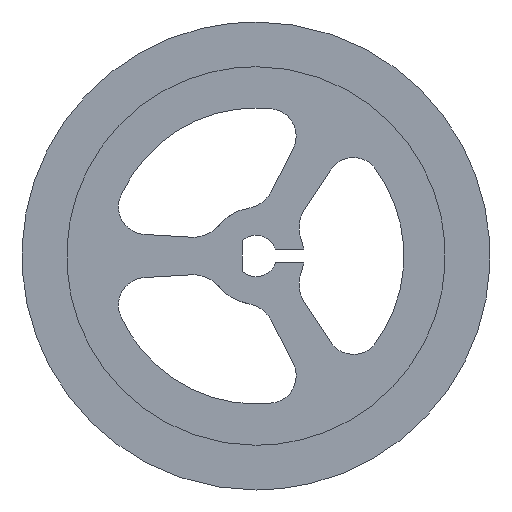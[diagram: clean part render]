
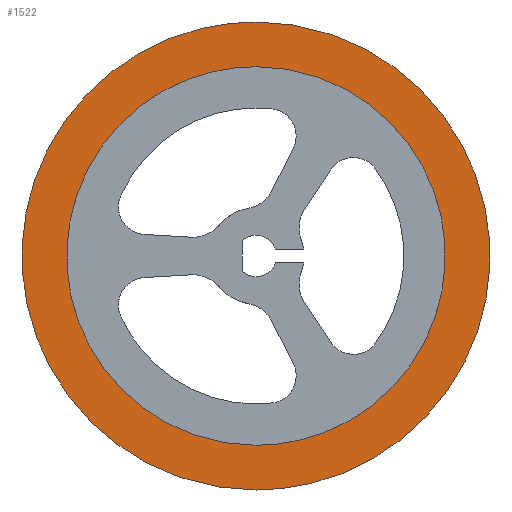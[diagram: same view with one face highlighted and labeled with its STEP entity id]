
A CAD part, left-side view. The second image highlights one B-rep face of the part: STEP entity #1522.
In plain terms, the highlighted free-form (B-spline) face has degree [1, 1] with [2, 2] control points.
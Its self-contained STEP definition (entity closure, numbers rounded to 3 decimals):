
#34 = VERTEX_POINT('',#35);
#35 = CARTESIAN_POINT('',(-2.937,0.,
    -24.965));
#40 = EDGE_CURVE('',#34,#41,#43,.T.);
#41 = VERTEX_POINT('',#42);
#42 = CARTESIAN_POINT('',(-2.937,0.,24.965));
#43 = ( BOUNDED_CURVE() B_SPLINE_CURVE(2,(#44,#45,#46,#47,#48),
.UNSPECIFIED.,.F.,.F.) B_SPLINE_CURVE_WITH_KNOTS((3,2,3),(0.,
1.571,3.142),.PIECEWISE_BEZIER_KNOTS.) CURVE() 
GEOMETRIC_REPRESENTATION_ITEM() RATIONAL_B_SPLINE_CURVE((1.,
0.707,1.,0.707,1.)) REPRESENTATION_ITEM('') );
#44 = CARTESIAN_POINT('',(-2.937,0.,-24.965));
#45 = CARTESIAN_POINT('',(-2.937,24.965,-24.965
    ));
#46 = CARTESIAN_POINT('',(-2.937,24.965,
    0.));
#47 = CARTESIAN_POINT('',(-2.937,24.965,24.965
    ));
#48 = CARTESIAN_POINT('',(-2.937,0.,
    24.965));
#466 = EDGE_CURVE('',#467,#469,#471,.T.);
#467 = VERTEX_POINT('',#468);
#468 = CARTESIAN_POINT('',(-2.937,0.,
    -20.192));
#469 = VERTEX_POINT('',#470);
#470 = CARTESIAN_POINT('',(-2.937,0.,20.192));
#471 = ( BOUNDED_CURVE() B_SPLINE_CURVE(2,(#472,#473,#474,#475,#476),
.UNSPECIFIED.,.F.,.F.) B_SPLINE_CURVE_WITH_KNOTS((3,2,3),(0.,
1.571,3.142),.PIECEWISE_BEZIER_KNOTS.) CURVE() 
GEOMETRIC_REPRESENTATION_ITEM() RATIONAL_B_SPLINE_CURVE((1.,
0.707,1.,0.707,1.)) REPRESENTATION_ITEM('') );
#472 = CARTESIAN_POINT('',(-2.937,0.,-20.192));
#473 = CARTESIAN_POINT('',(-2.937,20.192,
    -20.192));
#474 = CARTESIAN_POINT('',(-2.937,20.192,
    0.));
#475 = CARTESIAN_POINT('',(-2.937,20.192,
    20.192));
#476 = CARTESIAN_POINT('',(-2.937,0.,
    20.192));
#515 = EDGE_CURVE('',#469,#467,#516,.T.);
#516 = ( BOUNDED_CURVE() B_SPLINE_CURVE(2,(#517,#518,#519,#520,#521),
.UNSPECIFIED.,.F.,.F.) B_SPLINE_CURVE_WITH_KNOTS((3,2,3),(3.142,
4.712,6.283),.PIECEWISE_BEZIER_KNOTS.) CURVE() 
GEOMETRIC_REPRESENTATION_ITEM() RATIONAL_B_SPLINE_CURVE((1.,
0.707,1.,0.707,1.)) REPRESENTATION_ITEM('') );
#517 = CARTESIAN_POINT('',(-2.937,0.,
    20.192));
#518 = CARTESIAN_POINT('',(-2.937,-20.192,
    20.192));
#519 = CARTESIAN_POINT('',(-2.937,-20.192,
    0.));
#520 = CARTESIAN_POINT('',(-2.937,-20.192,
    -20.192));
#521 = CARTESIAN_POINT('',(-2.937,0.,
    -20.192));
#1522 = ADVANCED_FACE('',(#1523,#1534),#1538,.F.);
#1523 = FACE_BOUND('',#1524,.T.);
#1524 = EDGE_LOOP('',(#1525,#1533));
#1525 = ORIENTED_EDGE('',*,*,#1526,.F.);
#1526 = EDGE_CURVE('',#41,#34,#1527,.T.);
#1527 = ( BOUNDED_CURVE() B_SPLINE_CURVE(2,(#1528,#1529,#1530,#1531,
#1532),.UNSPECIFIED.,.F.,.F.) B_SPLINE_CURVE_WITH_KNOTS((3,2,3),(
    3.142,4.712,6.283),
.PIECEWISE_BEZIER_KNOTS.) CURVE() GEOMETRIC_REPRESENTATION_ITEM() 
RATIONAL_B_SPLINE_CURVE((1.,0.707,1.,0.707,1.)) 
REPRESENTATION_ITEM('') );
#1528 = CARTESIAN_POINT('',(-2.937,0.,
    24.965));
#1529 = CARTESIAN_POINT('',(-2.937,-24.965,
    24.965));
#1530 = CARTESIAN_POINT('',(-2.937,-24.965,
    0.));
#1531 = CARTESIAN_POINT('',(-2.937,-24.965,
    -24.965));
#1532 = CARTESIAN_POINT('',(-2.937,0.,
    -24.965));
#1533 = ORIENTED_EDGE('',*,*,#40,.F.);
#1534 = FACE_BOUND('',#1535,.T.);
#1535 = EDGE_LOOP('',(#1536,#1537));
#1536 = ORIENTED_EDGE('',*,*,#515,.T.);
#1537 = ORIENTED_EDGE('',*,*,#466,.T.);
#1538 = B_SPLINE_SURFACE_WITH_KNOTS('',1,1,(
    (#1539,#1540)
    ,(#1541,#1542
    )),.UNSPECIFIED.,.F.,.F.,.F.,(2,2),(2,2),(-17.,17.),(-17.,17.),
  .PIECEWISE_BEZIER_KNOTS.);
#1539 = CARTESIAN_POINT('',(-2.937,-24.965,
    24.965));
#1540 = CARTESIAN_POINT('',(-2.937,24.965,
    24.965));
#1541 = CARTESIAN_POINT('',(-2.937,-24.965,
    -24.965));
#1542 = CARTESIAN_POINT('',(-2.937,24.965,
    -24.965));
